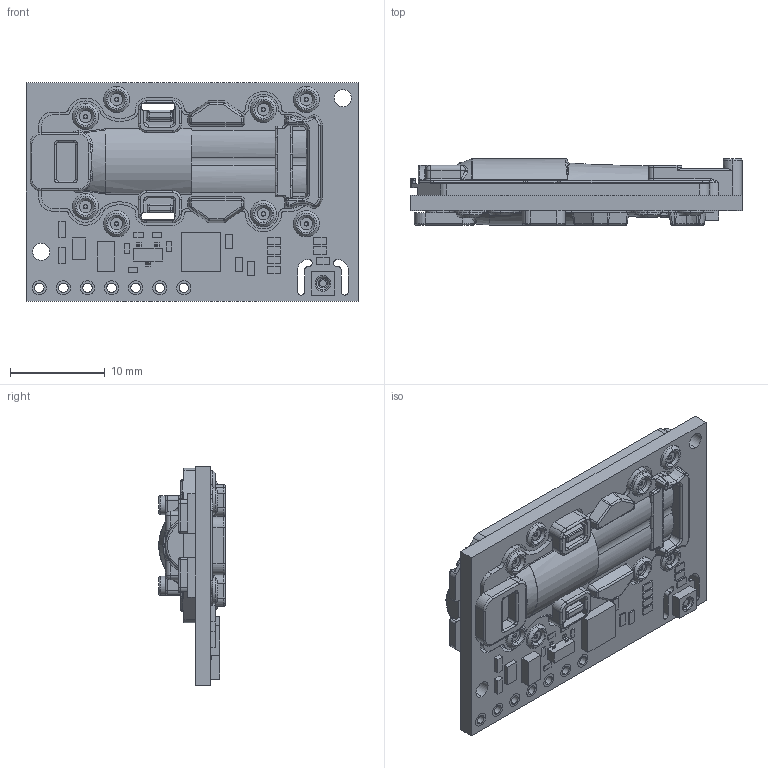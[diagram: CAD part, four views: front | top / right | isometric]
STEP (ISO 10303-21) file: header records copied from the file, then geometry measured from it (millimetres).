
FILE_DESCRIPTION (( 'STEP AP214' ), '1' );
FILE_NAME ('SCD30.STEP', '2021-06-04T11:44:26', ( '' ), ( '' ), 'SwSTEP 2.0', 'SolidWorks 2018', '' );
FILE_SCHEMA (( 'AUTOMOTIVE_DESIGN' ));
Length unit declared in the file: millimetre
Products named in the file (2): SCD30
Bounding box: 35 x 7 x 23 mm (x, y, z)
Volume: 2763.6 mm3; surface area: 3454.5 mm2
Topology: 38 solids, 38 shells, 996 faces, 2396 edges, 1466 vertices
Faces by surface type: plane 384, cylinder 353, torus 102, cone 80, bspline 46, sphere 31
Entity records: 30773 total; most frequent: CARTESIAN_POINT 6961, DIRECTION 5126, ORIENTED_EDGE 4734, EDGE_CURVE 2367, AXIS2_PLACEMENT_3D 1953, VERTEX_POINT 1466, VECTOR 1220, LINE 1220
